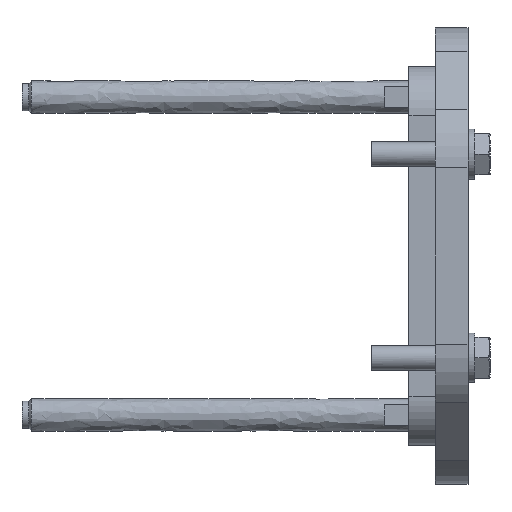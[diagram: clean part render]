
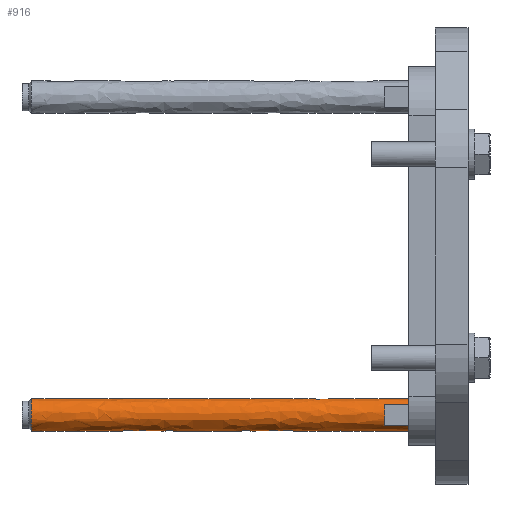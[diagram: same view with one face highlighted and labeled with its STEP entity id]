
A CAD part, left-side view. The second image highlights one B-rep face of the part: STEP entity #916.
In plain terms, the highlighted free-form (B-spline) face has degree [2, 1] with [7, 2] control points.
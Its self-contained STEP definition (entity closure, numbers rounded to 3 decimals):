
#496=CARTESIAN_POINT('V612',(-64.0,12.5,
   -41.646));
#497=VERTEX_POINT('V612',#496);
#498=CARTESIAN_POINT('V613',(-64.0,12.5,
   -36.354));
#499=VERTEX_POINT('V613',#498);
#505=CARTESIAN_POINT('E920',(-64.0,12.5,
   -41.646));
#506=CARTESIAN_POINT('E920',(-66.333,12.5,
   -39.0));
#507=CARTESIAN_POINT('E920',(-64.0,12.5,
   -36.354));
#515=(BOUNDED_CURVE()B_SPLINE_CURVE(2,(#505,#506,#507),
   .CIRCULAR_ARC.,.F.,.U.)CURVE()GEOMETRIC_REPRESENTATION_ITEM()
   QUASI_UNIFORM_CURVE()RATIONAL_B_SPLINE_CURVE((1.0,
   0.75,1.0))REPRESENTATION_ITEM('E920'));
#516=EDGE_CURVE('E920',#497,#499,#515,.T.);
#526=CARTESIAN_POINT('V616',(-64.0,6.5,
   -36.354));
#527=VERTEX_POINT('V616',#526);
#528=CARTESIAN_POINT('E926',(-64.0,12.5,
   -36.354));
#529=CARTESIAN_POINT('E926',(-64.0,6.5,
   -36.354));
#530=QUASI_UNIFORM_CURVE('E926',1,(#528,#529),.POLYLINE_FORM.,.F.,
   .U.);
#531=EDGE_CURVE('E926',#499,#527,#530,.T.);
#534=CARTESIAN_POINT('V615',(-64.0,6.5,
   -41.646));
#535=VERTEX_POINT('V615',#534);
#536=CARTESIAN_POINT('E925',(-64.0,6.5,
   -41.646));
#537=CARTESIAN_POINT('E925',(-64.0,12.5,
   -41.646));
#538=QUASI_UNIFORM_CURVE('E925',1,(#536,#537),.POLYLINE_FORM.,.F.,
   .U.);
#539=EDGE_CURVE('E925',#535,#497,#538,.T.);
#554=CARTESIAN_POINT('V609',(-58.0,12.5,
   -41.646));
#555=VERTEX_POINT('V609',#554);
#556=CARTESIAN_POINT('V614',(-58.0,6.5,
   -41.646));
#557=VERTEX_POINT('V614',#556);
#558=CARTESIAN_POINT('E923',(-58.0,12.5,
   -41.646));
#559=CARTESIAN_POINT('E923',(-58.0,6.5,
   -41.646));
#560=QUASI_UNIFORM_CURVE('E923',1,(#558,#559),.POLYLINE_FORM.,.F.,
   .U.);
#561=EDGE_CURVE('E923',#555,#557,#560,.T.);
#563=CARTESIAN_POINT('V610',(-58.0,12.5,
   -36.354));
#564=VERTEX_POINT('V610',#563);
#570=CARTESIAN_POINT('V617',(-58.0,6.5,
   -36.354));
#571=VERTEX_POINT('V617',#570);
#572=CARTESIAN_POINT('E928',(-58.0,6.5,
   -36.354));
#573=CARTESIAN_POINT('E928',(-58.0,12.5,
   -36.354));
#574=QUASI_UNIFORM_CURVE('E928',1,(#572,#573),.POLYLINE_FORM.,.F.,
   .U.);
#575=EDGE_CURVE('E928',#571,#564,#574,.T.);
#590=CARTESIAN_POINT('V611',(-57.,12.5,
   -39.));
#591=VERTEX_POINT('V611',#590);
#592=CARTESIAN_POINT('E919',(-57.0,12.5,
   -39.));
#593=CARTESIAN_POINT('E919',(-57.0,12.5,
   -40.512));
#594=CARTESIAN_POINT('E919',(-58.0,12.5,
   -41.646));
#602=(BOUNDED_CURVE()B_SPLINE_CURVE(2,(#592,#593,#594),
   .CIRCULAR_ARC.,.F.,.U.)B_SPLINE_CURVE_WITH_KNOTS((3,3),(
   0.5,1.0),.UNSPECIFIED.)CURVE()
   GEOMETRIC_REPRESENTATION_ITEM()RATIONAL_B_SPLINE_CURVE((
   0.875,0.875,1.0))REPRESENTATION_ITEM(
   'E919'));
#603=EDGE_CURVE('E919',#591,#555,#602,.T.);
#605=CARTESIAN_POINT('E918',(-58.0,12.5,
   -36.354));
#606=CARTESIAN_POINT('E918',(-57.,12.5,
   -37.488));
#607=CARTESIAN_POINT('E918',(-57.0,12.5,
   -39.));
#615=(BOUNDED_CURVE()B_SPLINE_CURVE(2,(#605,#606,#607),
   .CIRCULAR_ARC.,.F.,.U.)B_SPLINE_CURVE_WITH_KNOTS((3,3),(0.0,
   0.5),.UNSPECIFIED.)CURVE()
   GEOMETRIC_REPRESENTATION_ITEM()RATIONAL_B_SPLINE_CURVE((1.0,
   0.875,0.875))REPRESENTATION_ITEM('E918')
   );
#616=EDGE_CURVE('E918',#564,#591,#615,.T.);
#818=CARTESIAN_POINT('V603',(-57.0,99.2,-39.0));
#819=VERTEX_POINT('V603',#818);
#828=CARTESIAN_POINT('E911',(-57.0,99.2,-39.0));
#829=CARTESIAN_POINT('E911',(-57.,99.2,
   -32.072));
#830=CARTESIAN_POINT('E911',(-63.0,99.2,
   -35.536));
#831=CARTESIAN_POINT('E911',(-69.,99.2,
   -39.));
#832=CARTESIAN_POINT('E911',(-63.,99.2,
   -42.464));
#833=CARTESIAN_POINT('E911',(-57.,99.2,
   -45.928));
#834=CARTESIAN_POINT('E911',(-57.0,99.2,-39.0));
#842=(BOUNDED_CURVE()B_SPLINE_CURVE(2,(#828,#829,#830,#831,#832,
   #833,#834),.CIRCULAR_ARC.,.T.,.U.)B_SPLINE_CURVE_WITH_KNOTS((3,
   2,2,3),(2.0,10.392,18.784,
   27.176),.UNSPECIFIED.)CURVE()
   GEOMETRIC_REPRESENTATION_ITEM()RATIONAL_B_SPLINE_CURVE((1.0,
   0.5,1.0,0.5,1.0,0.5,1.0)
   )REPRESENTATION_ITEM('E911'));
#843=EDGE_CURVE('E911',#819,#819,#842,.T.);
#848=CARTESIAN_POINT('F340',(-57.0,101.5,-39.0));
#849=CARTESIAN_POINT('F340',(-57.0,101.5,
   -32.072));
#850=CARTESIAN_POINT('F340',(-63.0,101.5,
   -35.536));
#851=CARTESIAN_POINT('F340',(-69.0,101.5,-39.0));
#852=CARTESIAN_POINT('F340',(-63.0,101.5,
   -42.464));
#853=CARTESIAN_POINT('F340',(-57.0,101.5,
   -45.928));
#854=CARTESIAN_POINT('F340',(-57.0,101.5,-39.0));
#855=CARTESIAN_POINT('F340',(-57.0,6.5,-39.0));
#856=CARTESIAN_POINT('F340',(-57.0,6.5,
   -32.072));
#857=CARTESIAN_POINT('F340',(-63.0,6.5,
   -35.536));
#858=CARTESIAN_POINT('F340',(-69.0,6.5,-39.0));
#859=CARTESIAN_POINT('F340',(-63.0,6.5,
   -42.464));
#860=CARTESIAN_POINT('F340',(-57.0,6.5,
   -45.928));
#861=CARTESIAN_POINT('F340',(-57.0,6.5,-39.0));
#869=(BOUNDED_SURFACE()B_SPLINE_SURFACE(2,1,((#848,#855),(#849,
   #856),(#850,#857),(#851,#858),(#852,#859),(#853,#860),(
   #854,#861)),.CYLINDRICAL_SURF.,.T.,.F.,.U.)
   B_SPLINE_SURFACE_WITH_KNOTS((3,2,2,3),(2,2),(0.0,
   0.333,0.667,1.0),(0.0,2.285),
   .UNSPECIFIED.)GEOMETRIC_REPRESENTATION_ITEM()
   RATIONAL_B_SPLINE_SURFACE(((1.0,1.0),(0.5,
   0.5),(1.0,1.0),(0.5,
   0.5),(1.0,1.0),(0.5,
   0.5),(1.0,1.0)))REPRESENTATION_ITEM('F340')
   SURFACE());
#870=ORIENTED_EDGE('F333',*,*,#843,.T.);
#871=CARTESIAN_POINT('E922',(-57.0,12.5,-39.0));
#872=CARTESIAN_POINT('E922',(-57.0,99.2,-39.0));
#873=B_SPLINE_CURVE_WITH_KNOTS('E922',1,(#871,#872),.POLYLINE_FORM.,
   .F.,.U.,(2,2),(0.063,0.976),
   .UNSPECIFIED.);
#874=EDGE_CURVE('E922',#591,#819,#873,.T.);
#875=ORIENTED_EDGE('E922',*,*,#874,.F.);
#876=ORIENTED_EDGE('E919',*,*,#603,.T.);
#877=ORIENTED_EDGE('E923',*,*,#561,.T.);
#878=CARTESIAN_POINT('E924',(-64.0,6.5,
   -41.646));
#879=CARTESIAN_POINT('E924',(-63.567,6.5,
   -42.137));
#880=CARTESIAN_POINT('E924',(-63.0,6.5,
   -42.464));
#881=CARTESIAN_POINT('E924',(-60.165,6.5,
   -44.101));
#882=CARTESIAN_POINT('E924',(-58.0,6.5,
   -41.646));
#890=(BOUNDED_CURVE()B_SPLINE_CURVE(2,(#878,#879,#880,#881,#882),
   .CIRCULAR_ARC.,.F.,.U.)B_SPLINE_CURVE_WITH_KNOTS((3,2,3),(
   0.119,0.177,0.391),
   .UNSPECIFIED.)CURVE()GEOMETRIC_REPRESENTATION_ITEM()
   RATIONAL_B_SPLINE_CURVE((0.857,0.914,
   1.0,0.679,0.77))REPRESENTATION_ITEM(
   'E924'));
#891=EDGE_CURVE('E924',#535,#557,#890,.T.);
#892=ORIENTED_EDGE('E924',*,*,#891,.F.);
#893=ORIENTED_EDGE('E925',*,*,#539,.T.);
#894=ORIENTED_EDGE('F339',*,*,#516,.T.);
#895=ORIENTED_EDGE('E926',*,*,#531,.T.);
#896=CARTESIAN_POINT('E927',(-58.0,6.5,
   -36.354));
#897=CARTESIAN_POINT('E927',(-60.165,6.5,
   -33.899));
#898=CARTESIAN_POINT('E927',(-63.0,6.5,
   -35.536));
#899=CARTESIAN_POINT('E927',(-63.567,6.5,
   -35.863));
#900=CARTESIAN_POINT('E927',(-64.0,6.5,
   -36.354));
#908=(BOUNDED_CURVE()B_SPLINE_CURVE(2,(#896,#897,#898,#899,#900),
   .CIRCULAR_ARC.,.F.,.U.)B_SPLINE_CURVE_WITH_KNOTS((3,2,3),(
   0.609,0.823,0.881),
   .UNSPECIFIED.)CURVE()GEOMETRIC_REPRESENTATION_ITEM()
   RATIONAL_B_SPLINE_CURVE((0.77,0.679,
   1.0,0.914,0.857))REPRESENTATION_ITEM(
   'E927'));
#909=EDGE_CURVE('E927',#571,#527,#908,.T.);
#910=ORIENTED_EDGE('E927',*,*,#909,.F.);
#911=ORIENTED_EDGE('E928',*,*,#575,.T.);
#912=ORIENTED_EDGE('E918',*,*,#616,.T.);
#913=ORIENTED_EDGE('E922',*,*,#874,.T.);
#914=EDGE_LOOP('F340',(#870,#875,#876,#877,#892,#893,#894,#895,#910,
   #911,#912,#913));
#915=FACE_OUTER_BOUND('F340',#914,.T.);
#916=ADVANCED_FACE('F340',(#915),#869,.T.);
